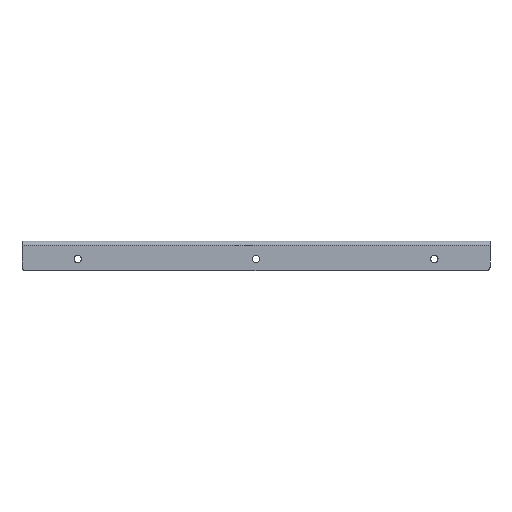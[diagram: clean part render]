
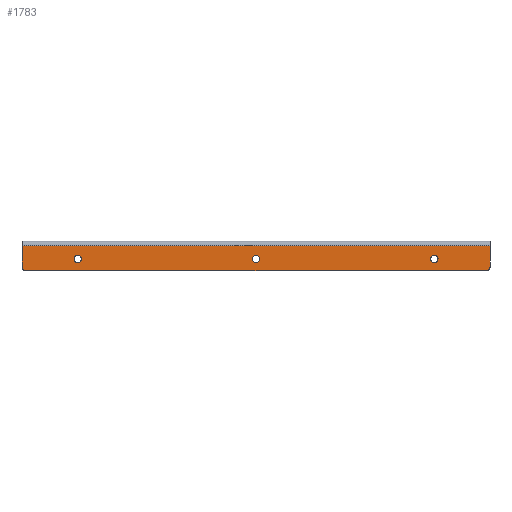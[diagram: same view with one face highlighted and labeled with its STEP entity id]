
A CAD part, front view. The second image highlights one B-rep face of the part: STEP entity #1783.
In plain terms, the highlighted planar face has unit normal (0, -1, 0).
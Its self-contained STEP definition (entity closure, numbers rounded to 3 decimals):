
#48 = DIRECTION ( 'NONE',  ( 0., -1., 0. ) ) ;
#96 = FACE_BOUND ( 'NONE', #1817, .T. ) ;
#98 = ORIENTED_EDGE ( 'NONE', *, *, #400, .F. ) ;
#110 = DIRECTION ( 'NONE',  ( 0., -1., 0. ) ) ;
#111 = CARTESIAN_POINT ( 'NONE',  ( 240., 0., -24. ) ) ;
#115 = CARTESIAN_POINT ( 'NONE',  ( -310., 0., -35. ) ) ;
#130 = LINE ( 'NONE', #1746, #1338 ) ;
#170 = CARTESIAN_POINT ( 'NONE',  ( 0., 0., -19. ) ) ;
#185 = AXIS2_PLACEMENT_3D ( 'NONE', #1972, #48, #1798 ) ;
#195 = AXIS2_PLACEMENT_3D ( 'NONE', #1061, #1219, #279 ) ;
#211 = CARTESIAN_POINT ( 'NONE',  ( 240., 0., -24. ) ) ;
#226 = DIRECTION ( 'NONE',  ( 0., -1., 0. ) ) ;
#229 = AXIS2_PLACEMENT_3D ( 'NONE', #211, #1641, #1154 ) ;
#231 = LINE ( 'NONE', #1773, #599 ) ;
#268 = DIRECTION ( 'NONE',  ( 0., -1., 0. ) ) ;
#279 = DIRECTION ( 'NONE',  ( 0., 0., -1. ) ) ;
#288 = EDGE_CURVE ( 'NONE', #1254, #1471, #1835, .T. ) ;
#298 = DIRECTION ( 'NONE',  ( -1., 0., 0. ) ) ;
#301 = EDGE_CURVE ( 'NONE', #992, #1771, #556, .T. ) ;
#312 = LINE ( 'NONE', #1110, #432 ) ;
#341 = CARTESIAN_POINT ( 'NONE',  ( -240., 0., -24. ) ) ;
#400 = EDGE_CURVE ( 'NONE', #926, #1022, #634, .T. ) ;
#428 = DIRECTION ( 'NONE',  ( 0., 0., -1. ) ) ;
#432 = VECTOR ( 'NONE', #1406, 1000. ) ;
#486 = EDGE_CURVE ( 'NONE', #1771, #992, #1970, .T. ) ;
#491 = VERTEX_POINT ( 'NONE', #829 ) ;
#496 = FACE_BOUND ( 'NONE', #1038, .T. ) ;
#501 = EDGE_CURVE ( 'NONE', #694, #594, #1033, .T. ) ;
#505 = CARTESIAN_POINT ( 'NONE',  ( 0., 0., 0. ) ) ;
#522 = CARTESIAN_POINT ( 'NONE',  ( 240., 0., -19. ) ) ;
#556 = CIRCLE ( 'NONE', #2011, 5. ) ;
#591 = CARTESIAN_POINT ( 'NONE',  ( 315., 0., -35. ) ) ;
#594 = VERTEX_POINT ( 'NONE', #674 ) ;
#599 = VECTOR ( 'NONE', #814, 1000. ) ;
#626 = DIRECTION ( 'NONE',  ( 0., -1., 0. ) ) ;
#634 = CIRCLE ( 'NONE', #673, 5. ) ;
#635 = CARTESIAN_POINT ( 'NONE',  ( 0., 0., -24. ) ) ;
#673 = AXIS2_PLACEMENT_3D ( 'NONE', #341, #1148, #983 ) ;
#674 = CARTESIAN_POINT ( 'NONE',  ( 240., 0., -29. ) ) ;
#675 = VECTOR ( 'NONE', #428, 1000. ) ;
#684 = CARTESIAN_POINT ( 'NONE',  ( 0., 0., -29. ) ) ;
#694 = VERTEX_POINT ( 'NONE', #522 ) ;
#695 = AXIS2_PLACEMENT_3D ( 'NONE', #1843, #226, #883 ) ;
#720 = ORIENTED_EDGE ( 'NONE', *, *, #1573, .T. ) ;
#794 = DIRECTION ( 'NONE',  ( 0., 0., -1. ) ) ;
#799 = CARTESIAN_POINT ( 'NONE',  ( -315., 0., -6. ) ) ;
#814 = DIRECTION ( 'NONE',  ( 0., 0., 1. ) ) ;
#829 = CARTESIAN_POINT ( 'NONE',  ( 315., 0., -6. ) ) ;
#835 = VERTEX_POINT ( 'NONE', #591 ) ;
#867 = ORIENTED_EDGE ( 'NONE', *, *, #1411, .F. ) ;
#883 = DIRECTION ( 'NONE',  ( 0., 0., -1. ) ) ;
#926 = VERTEX_POINT ( 'NONE', #1482 ) ;
#930 = CIRCLE ( 'NONE', #695, 5. ) ;
#973 = ORIENTED_EDGE ( 'NONE', *, *, #301, .F. ) ;
#983 = DIRECTION ( 'NONE',  ( 0., 0., -1. ) ) ;
#992 = VERTEX_POINT ( 'NONE', #684 ) ;
#1022 = VERTEX_POINT ( 'NONE', #1779 ) ;
#1033 = CIRCLE ( 'NONE', #229, 5. ) ;
#1038 = EDGE_LOOP ( 'NONE', ( #973, #1066 ) ) ;
#1043 = CIRCLE ( 'NONE', #195, 5. ) ;
#1052 = EDGE_CURVE ( 'NONE', #1022, #926, #930, .T. ) ;
#1061 = CARTESIAN_POINT ( 'NONE',  ( 310., 0., -35. ) ) ;
#1066 = ORIENTED_EDGE ( 'NONE', *, *, #486, .F. ) ;
#1110 = CARTESIAN_POINT ( 'NONE',  ( 0., 0., -6. ) ) ;
#1140 = DIRECTION ( 'NONE',  ( 0., 0., -1. ) ) ;
#1148 = DIRECTION ( 'NONE',  ( 0., -1., 0. ) ) ;
#1154 = DIRECTION ( 'NONE',  ( 0., 0., -1. ) ) ;
#1180 = EDGE_CURVE ( 'NONE', #491, #835, #2065, .T. ) ;
#1194 = CIRCLE ( 'NONE', #1235, 5. ) ;
#1198 = ORIENTED_EDGE ( 'NONE', *, *, #1052, .F. ) ;
#1211 = ORIENTED_EDGE ( 'NONE', *, *, #1180, .F. ) ;
#1219 = DIRECTION ( 'NONE',  ( 0., -1., 0. ) ) ;
#1235 = AXIS2_PLACEMENT_3D ( 'NONE', #111, #268, #1866 ) ;
#1250 = EDGE_CURVE ( 'NONE', #1600, #1471, #130, .T. ) ;
#1253 = CARTESIAN_POINT ( 'NONE',  ( -315., 0., -35. ) ) ;
#1254 = VERTEX_POINT ( 'NONE', #1253 ) ;
#1294 = EDGE_CURVE ( 'NONE', #491, #1665, #312, .T. ) ;
#1338 = VECTOR ( 'NONE', #298, 1000. ) ;
#1348 = CARTESIAN_POINT ( 'NONE',  ( -310., 0., -40. ) ) ;
#1374 = DIRECTION ( 'NONE',  ( 0., 0., -1. ) ) ;
#1406 = DIRECTION ( 'NONE',  ( -1., 0., 0. ) ) ;
#1411 = EDGE_CURVE ( 'NONE', #1254, #1665, #231, .T. ) ;
#1426 = ORIENTED_EDGE ( 'NONE', *, *, #1294, .T. ) ;
#1471 = VERTEX_POINT ( 'NONE', #1348 ) ;
#1482 = CARTESIAN_POINT ( 'NONE',  ( -240., 0., -19. ) ) ;
#1561 = EDGE_CURVE ( 'NONE', #594, #694, #1194, .T. ) ;
#1573 = EDGE_CURVE ( 'NONE', #1600, #835, #1043, .T. ) ;
#1600 = VERTEX_POINT ( 'NONE', #2068 ) ;
#1604 = PLANE ( 'NONE',  #1891 ) ;
#1611 = DIRECTION ( 'NONE',  ( 0., -1., 0. ) ) ;
#1641 = DIRECTION ( 'NONE',  ( 0., -1., 0. ) ) ;
#1657 = EDGE_LOOP ( 'NONE', ( #2018, #720, #1211, #1426, #867, #1814 ) ) ;
#1665 = VERTEX_POINT ( 'NONE', #799 ) ;
#1746 = CARTESIAN_POINT ( 'NONE',  ( -315., 0., -40. ) ) ;
#1771 = VERTEX_POINT ( 'NONE', #170 ) ;
#1773 = CARTESIAN_POINT ( 'NONE',  ( -315., 0., -3. ) ) ;
#1779 = CARTESIAN_POINT ( 'NONE',  ( -240., 0., -29. ) ) ;
#1783 = ADVANCED_FACE ( 'NONE', ( #1906, #496, #96, #2078 ), #1604, .T. ) ;
#1798 = DIRECTION ( 'NONE',  ( 0., 0., -1. ) ) ;
#1814 = ORIENTED_EDGE ( 'NONE', *, *, #288, .T. ) ;
#1817 = EDGE_LOOP ( 'NONE', ( #2076, #1973 ) ) ;
#1825 = EDGE_LOOP ( 'NONE', ( #1198, #98 ) ) ;
#1835 = CIRCLE ( 'NONE', #1971, 5. ) ;
#1843 = CARTESIAN_POINT ( 'NONE',  ( -240., 0., -24. ) ) ;
#1855 = CARTESIAN_POINT ( 'NONE',  ( 315., 0., -40. ) ) ;
#1866 = DIRECTION ( 'NONE',  ( 0., 0., -1. ) ) ;
#1891 = AXIS2_PLACEMENT_3D ( 'NONE', #505, #1611, #1140 ) ;
#1906 = FACE_BOUND ( 'NONE', #1825, .T. ) ;
#1970 = CIRCLE ( 'NONE', #185, 5. ) ;
#1971 = AXIS2_PLACEMENT_3D ( 'NONE', #115, #110, #1374 ) ;
#1972 = CARTESIAN_POINT ( 'NONE',  ( 0., 0., -24. ) ) ;
#1973 = ORIENTED_EDGE ( 'NONE', *, *, #501, .F. ) ;
#2011 = AXIS2_PLACEMENT_3D ( 'NONE', #635, #626, #794 ) ;
#2018 = ORIENTED_EDGE ( 'NONE', *, *, #1250, .F. ) ;
#2065 = LINE ( 'NONE', #1855, #675 ) ;
#2068 = CARTESIAN_POINT ( 'NONE',  ( 310., 0., -40. ) ) ;
#2076 = ORIENTED_EDGE ( 'NONE', *, *, #1561, .F. ) ;
#2078 = FACE_OUTER_BOUND ( 'NONE', #1657, .T. ) ;
